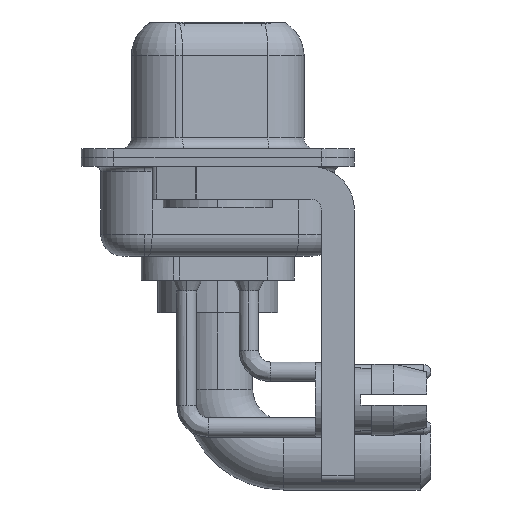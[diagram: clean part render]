
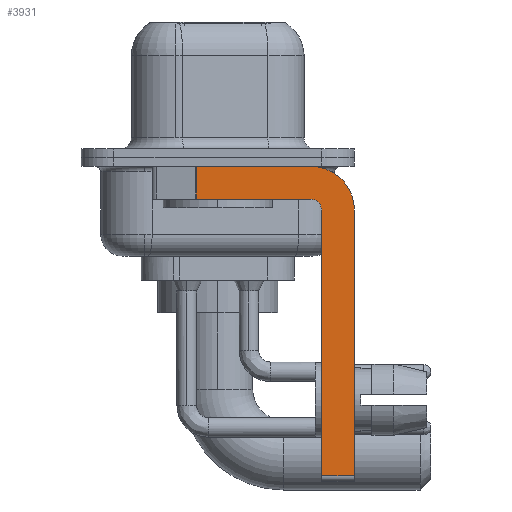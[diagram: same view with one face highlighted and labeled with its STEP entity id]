
A CAD part, left-side view. The second image highlights one B-rep face of the part: STEP entity #3931.
In plain terms, the highlighted planar face has unit normal (-1, 0, 0).
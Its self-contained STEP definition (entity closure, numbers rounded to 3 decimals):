
#162 = CARTESIAN_POINT ( 'NONE',  ( -2.9, -4.75, -2.4 ) ) ;
#245 = ORIENTED_EDGE ( 'NONE', *, *, #6017, .F. ) ;
#287 = VERTEX_POINT ( 'NONE', #11728 ) ;
#392 = CARTESIAN_POINT ( 'NONE',  ( -2.9, -4.25, -2.4 ) ) ;
#767 = FACE_OUTER_BOUND ( 'NONE', #5514, .T. ) ;
#768 = VECTOR ( 'NONE', #14430, 1000. ) ;
#808 = CARTESIAN_POINT ( 'NONE',  ( -2.9, -4.25, -0.4 ) ) ;
#866 = DIRECTION ( 'NONE',  ( 0., 0., -1. ) ) ;
#1454 = CARTESIAN_POINT ( 'NONE',  ( -2.9, -4.75, -14.55 ) ) ;
#1625 = VERTEX_POINT ( 'NONE', #162 ) ;
#1877 = DIRECTION ( 'NONE',  ( -1., 0., 0. ) ) ;
#2525 = EDGE_CURVE ( 'NONE', #12026, #287, #14012, .T. ) ;
#2556 = CARTESIAN_POINT ( 'NONE',  ( -2.9, 0.978, -0.4 ) ) ;
#2557 = DIRECTION ( 'NONE',  ( 1., 0., 0. ) ) ;
#3433 = LINE ( 'NONE', #6641, #7312 ) ;
#3931 = ADVANCED_FACE ( 'NONE', ( #767 ), #13380, .F. ) ;
#4321 = EDGE_CURVE ( 'NONE', #10277, #287, #10829, .T. ) ;
#4323 = LINE ( 'NONE', #10101, #9283 ) ;
#4422 = EDGE_CURVE ( 'NONE', #11402, #11691, #3433, .T. ) ;
#4977 = CARTESIAN_POINT ( 'NONE',  ( -2.9, -6.25, -2.4 ) ) ;
#5479 = CARTESIAN_POINT ( 'NONE',  ( -2.9, 0.978, -1.9 ) ) ;
#5514 = EDGE_LOOP ( 'NONE', ( #10569, #12638, #16754, #245, #11327, #16400, #9964, #8812 ) ) ;
#5969 = CARTESIAN_POINT ( 'NONE',  ( -2.9, -4.25, -2.4 ) ) ;
#6017 = EDGE_CURVE ( 'NONE', #1625, #7729, #11736, .T. ) ;
#6067 = DIRECTION ( 'NONE',  ( 0., 0., 1. ) ) ;
#6350 = CARTESIAN_POINT ( 'NONE',  ( -2.9, -4.75, -14.8 ) ) ;
#6641 = CARTESIAN_POINT ( 'NONE',  ( -2.9, 3., -0.4 ) ) ;
#6753 = DIRECTION ( 'NONE',  ( 1., 0., 0. ) ) ;
#6917 = CARTESIAN_POINT ( 'NONE',  ( -2.9, -4.25, -2.4 ) ) ;
#7251 = DIRECTION ( 'NONE',  ( 0., 1., 0. ) ) ;
#7312 = VECTOR ( 'NONE', #9215, 1000. ) ;
#7729 = VERTEX_POINT ( 'NONE', #13998 ) ;
#8195 = VECTOR ( 'NONE', #18174, 1000. ) ;
#8347 = EDGE_CURVE ( 'NONE', #7729, #8627, #4323, .T. ) ;
#8627 = VERTEX_POINT ( 'NONE', #15800 ) ;
#8812 = ORIENTED_EDGE ( 'NONE', *, *, #17420, .F. ) ;
#9215 = DIRECTION ( 'NONE',  ( 0., -1., 0. ) ) ;
#9283 = VECTOR ( 'NONE', #7251, 1000. ) ;
#9344 = VECTOR ( 'NONE', #16466, 1000. ) ;
#9479 = LINE ( 'NONE', #6350, #14320 ) ;
#9964 = ORIENTED_EDGE ( 'NONE', *, *, #2525, .F. ) ;
#10101 = CARTESIAN_POINT ( 'NONE',  ( -2.9, -4.25, -1.9 ) ) ;
#10277 = VERTEX_POINT ( 'NONE', #1454 ) ;
#10569 = ORIENTED_EDGE ( 'NONE', *, *, #4422, .F. ) ;
#10829 = LINE ( 'NONE', #15341, #8195 ) ;
#10843 = AXIS2_PLACEMENT_3D ( 'NONE', #5969, #1877, #6067 ) ;
#11327 = ORIENTED_EDGE ( 'NONE', *, *, #12540, .F. ) ;
#11402 = VERTEX_POINT ( 'NONE', #2556 ) ;
#11691 = VERTEX_POINT ( 'NONE', #808 ) ;
#11728 = CARTESIAN_POINT ( 'NONE',  ( -2.9, -6.25, -14.55 ) ) ;
#11736 = CIRCLE ( 'NONE', #10843, 0.5 ) ;
#12019 = CIRCLE ( 'NONE', #14413, 2. ) ;
#12026 = VERTEX_POINT ( 'NONE', #4977 ) ;
#12540 = EDGE_CURVE ( 'NONE', #10277, #1625, #9479, .T. ) ;
#12638 = ORIENTED_EDGE ( 'NONE', *, *, #16733, .T. ) ;
#13380 = PLANE ( 'NONE',  #15422 ) ;
#13544 = DIRECTION ( 'NONE',  ( 0., 0., 1. ) ) ;
#13822 = CARTESIAN_POINT ( 'NONE',  ( -2.9, -6.25, -2.4 ) ) ;
#13998 = CARTESIAN_POINT ( 'NONE',  ( -2.9, -4.25, -1.9 ) ) ;
#14012 = LINE ( 'NONE', #13822, #9344 ) ;
#14320 = VECTOR ( 'NONE', #13544, 1000. ) ;
#14349 = LINE ( 'NONE', #5479, #768 ) ;
#14413 = AXIS2_PLACEMENT_3D ( 'NONE', #6917, #2557, #16482 ) ;
#14430 = DIRECTION ( 'NONE',  ( 0., 0., -1. ) ) ;
#15341 = CARTESIAN_POINT ( 'NONE',  ( -2.9, -4.25, -14.55 ) ) ;
#15422 = AXIS2_PLACEMENT_3D ( 'NONE', #392, #6753, #866 ) ;
#15800 = CARTESIAN_POINT ( 'NONE',  ( -2.9, 0.978, -1.9 ) ) ;
#16400 = ORIENTED_EDGE ( 'NONE', *, *, #4321, .T. ) ;
#16466 = DIRECTION ( 'NONE',  ( 0., 0., -1. ) ) ;
#16482 = DIRECTION ( 'NONE',  ( 0., 0., -1. ) ) ;
#16733 = EDGE_CURVE ( 'NONE', #11402, #8627, #14349, .T. ) ;
#16754 = ORIENTED_EDGE ( 'NONE', *, *, #8347, .F. ) ;
#17420 = EDGE_CURVE ( 'NONE', #11691, #12026, #12019, .T. ) ;
#18174 = DIRECTION ( 'NONE',  ( 0., -1., 0. ) ) ;
